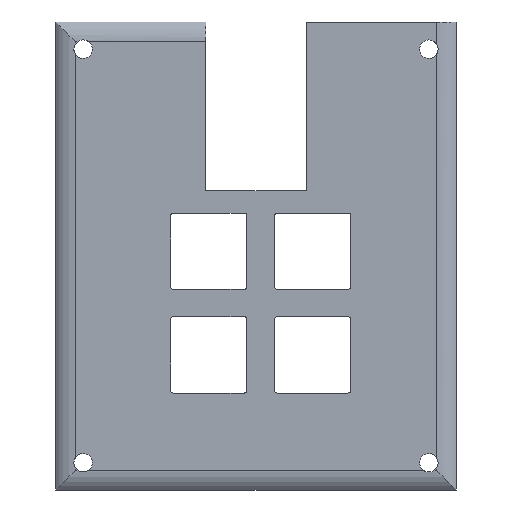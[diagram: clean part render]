
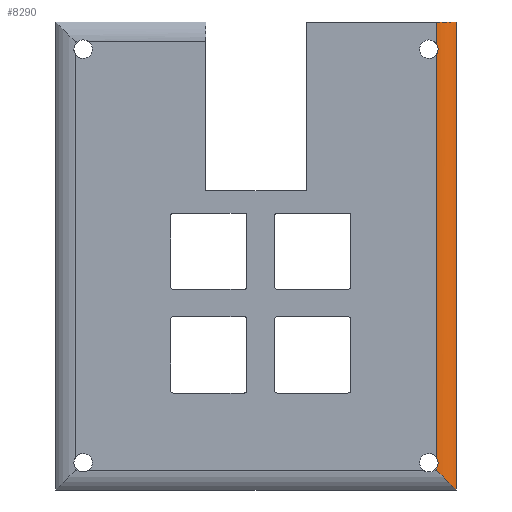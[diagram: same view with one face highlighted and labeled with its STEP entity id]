
A CAD part, top view. The second image highlights one B-rep face of the part: STEP entity #8290.
In plain terms, the highlighted cylindrical face has radius 5 mm (diameter 10 mm), a partial arc.
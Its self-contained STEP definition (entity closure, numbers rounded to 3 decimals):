
#15=ELLIPSE('',#8513,7.071,5.);
#18=CYLINDRICAL_SURFACE('',#8511,5.);
#62=CIRCLE('',#8512,5.);
#631=B_SPLINE_CURVE_WITH_KNOTS('',3,(#16337,#16338,#16339,#16340,#16341,
#16342,#16343,#16344,#16345,#16346),.UNSPECIFIED.,.F.,.F.,(4,2,2,2,4),(0.438,
0.466,0.531,0.595,0.623),
 .UNSPECIFIED.);
#632=B_SPLINE_CURVE_WITH_KNOTS('',3,(#16350,#16351,#16352,#16353,#16354,
#16355,#16356,#16357,#16358,#16359),.UNSPECIFIED.,.F.,.F.,(4,2,2,2,4),(0.438,
0.466,0.531,0.595,0.623),
 .UNSPECIFIED.);
#1282=FACE_OUTER_BOUND('',#1755,.T.);
#1755=EDGE_LOOP('',(#7467,#7468,#7469,#7470,#7471,#7472,#7473,#7474));
#2398=LINE('',#16244,#3080);
#2420=LINE('',#16335,#3102);
#2421=LINE('',#16348,#3103);
#2422=LINE('',#16361,#3104);
#3080=VECTOR('',#9448,10.);
#3102=VECTOR('',#9524,5.);
#3103=VECTOR('',#9525,5.);
#3104=VECTOR('',#9526,5.);
#3902=VERTEX_POINT('',#16241);
#3903=VERTEX_POINT('',#16243);
#3944=VERTEX_POINT('',#16332);
#3945=VERTEX_POINT('',#16334);
#3946=VERTEX_POINT('',#16336);
#3947=VERTEX_POINT('',#16347);
#3948=VERTEX_POINT('',#16349);
#3949=VERTEX_POINT('',#16360);
#5096=EDGE_CURVE('',#3902,#3903,#2398,.T.);
#5138=EDGE_CURVE('',#3902,#3944,#62,.T.);
#5139=EDGE_CURVE('',#3944,#3945,#2420,.T.);
#5140=EDGE_CURVE('',#3945,#3946,#631,.T.);
#5141=EDGE_CURVE('',#3946,#3947,#2421,.T.);
#5142=EDGE_CURVE('',#3947,#3948,#632,.T.);
#5143=EDGE_CURVE('',#3948,#3949,#2422,.T.);
#5144=EDGE_CURVE('',#3949,#3903,#15,.T.);
#7467=ORIENTED_EDGE('',*,*,#5138,.T.);
#7468=ORIENTED_EDGE('',*,*,#5139,.T.);
#7469=ORIENTED_EDGE('',*,*,#5140,.T.);
#7470=ORIENTED_EDGE('',*,*,#5141,.T.);
#7471=ORIENTED_EDGE('',*,*,#5142,.T.);
#7472=ORIENTED_EDGE('',*,*,#5143,.T.);
#7473=ORIENTED_EDGE('',*,*,#5144,.T.);
#7474=ORIENTED_EDGE('',*,*,#5096,.F.);
#8290=ADVANCED_FACE('',(#1282),#18,.T.);
#8511=AXIS2_PLACEMENT_3D('',#16331,#9520,#9521);
#8512=AXIS2_PLACEMENT_3D('',#16333,#9522,#9523);
#8513=AXIS2_PLACEMENT_3D('',#16362,#9527,#9528);
#9448=DIRECTION('',(0.,-1.,0.));
#9520=DIRECTION('center_axis',(0.,-1.,0.));
#9521=DIRECTION('ref_axis',(0.714,0.,0.7));
#9522=DIRECTION('center_axis',(0.,-1.,0.));
#9523=DIRECTION('ref_axis',(0.714,0.,0.7));
#9524=DIRECTION('',(0.,-1.,0.));
#9525=DIRECTION('',(0.,-1.,0.));
#9526=DIRECTION('',(0.,-1.,0.));
#9527=DIRECTION('center_axis',(0.707,0.707,0.));
#9528=DIRECTION('ref_axis',(-0.707,0.707,0.));
#16241=CARTESIAN_POINT('',(73.985,32.545,0.));
#16243=CARTESIAN_POINT('',(73.985,-53.375,0.));
#16244=CARTESIAN_POINT('',(73.985,32.545,0.));
#16331=CARTESIAN_POINT('Origin',(70.414,32.545,-3.5));
#16332=CARTESIAN_POINT('',(70.414,32.545,1.5));
#16333=CARTESIAN_POINT('Origin',(70.414,32.545,-3.5));
#16334=CARTESIAN_POINT('',(70.414,28.465,1.5));
#16335=CARTESIAN_POINT('',(70.414,32.545,1.5));
#16336=CARTESIAN_POINT('',(70.414,26.625,1.5));
#16337=CARTESIAN_POINT('Ctrl Pts',(70.414,28.465,1.5));
#16338=CARTESIAN_POINT('Ctrl Pts',(70.469,28.381,1.5));
#16339=CARTESIAN_POINT('Ctrl Pts',(70.516,28.291,1.499));
#16340=CARTESIAN_POINT('Ctrl Pts',(70.642,27.987,1.496));
#16341=CARTESIAN_POINT('Ctrl Pts',(70.685,27.759,1.493));
#16342=CARTESIAN_POINT('Ctrl Pts',(70.685,27.331,1.493));
#16343=CARTESIAN_POINT('Ctrl Pts',(70.642,27.103,1.496));
#16344=CARTESIAN_POINT('Ctrl Pts',(70.516,26.799,1.499));
#16345=CARTESIAN_POINT('Ctrl Pts',(70.469,26.709,1.5));
#16346=CARTESIAN_POINT('Ctrl Pts',(70.414,26.625,1.5));
#16347=CARTESIAN_POINT('',(70.414,-47.455,1.5));
#16348=CARTESIAN_POINT('',(70.414,32.545,1.5));
#16349=CARTESIAN_POINT('',(70.414,-49.295,1.5));
#16350=CARTESIAN_POINT('Ctrl Pts',(70.414,-47.455,1.5));
#16351=CARTESIAN_POINT('Ctrl Pts',(70.469,-47.539,1.5));
#16352=CARTESIAN_POINT('Ctrl Pts',(70.516,-47.629,1.499));
#16353=CARTESIAN_POINT('Ctrl Pts',(70.642,-47.933,1.496));
#16354=CARTESIAN_POINT('Ctrl Pts',(70.685,-48.161,1.493));
#16355=CARTESIAN_POINT('Ctrl Pts',(70.685,-48.589,1.493));
#16356=CARTESIAN_POINT('Ctrl Pts',(70.642,-48.817,1.496));
#16357=CARTESIAN_POINT('Ctrl Pts',(70.516,-49.121,1.499));
#16358=CARTESIAN_POINT('Ctrl Pts',(70.469,-49.211,1.5));
#16359=CARTESIAN_POINT('Ctrl Pts',(70.414,-49.295,1.5));
#16360=CARTESIAN_POINT('',(70.414,-49.804,1.5));
#16361=CARTESIAN_POINT('',(70.414,32.545,1.5));
#16362=CARTESIAN_POINT('Origin',(70.414,-49.804,-3.5));
